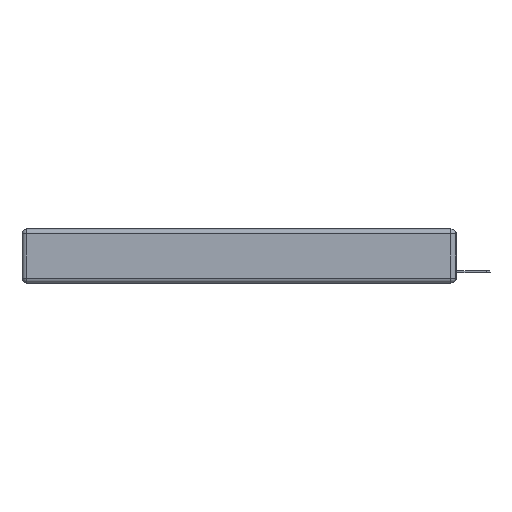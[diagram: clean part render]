
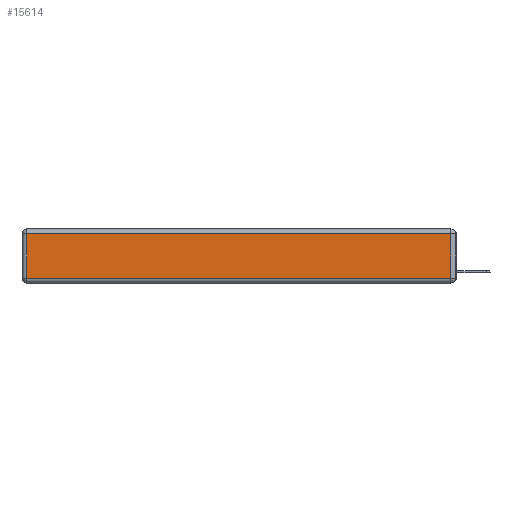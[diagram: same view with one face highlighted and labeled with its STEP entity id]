
A CAD part, left-side view. The second image highlights one B-rep face of the part: STEP entity #15614.
In plain terms, the highlighted planar face has unit normal (-1, 0, 0).
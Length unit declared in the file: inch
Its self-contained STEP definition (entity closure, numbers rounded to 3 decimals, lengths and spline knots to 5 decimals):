
#51 = VERTEX_POINT ( 'NONE', #9409 ) ;
#207 = VERTEX_POINT ( 'NONE', #11232 ) ;
#951 = EDGE_CURVE ( 'NONE', #16548, #3914, #3078, .T. ) ;
#1193 = DIRECTION ( 'NONE',  ( 0., 0., -1. ) ) ;
#1204 = VECTOR ( 'NONE', #1193, 39.37008 ) ;
#2993 = DIRECTION ( 'NONE',  ( 0., -1., 0. ) ) ;
#3078 = LINE ( 'NONE', #8501, #10794 ) ;
#3369 = CARTESIAN_POINT ( 'NONE',  ( 0., 0.03, -0.343 ) ) ;
#3914 = VERTEX_POINT ( 'NONE', #12226 ) ;
#4512 = ORIENTED_EDGE ( 'NONE', *, *, #951, .T. ) ;
#5435 = AXIS2_PLACEMENT_3D ( 'NONE', #10842, #9249, #6888 ) ;
#5670 = LINE ( 'NONE', #3369, #9116 ) ;
#5691 = PLANE ( 'NONE',  #5435 ) ;
#6888 = DIRECTION ( 'NONE',  ( 0., 0., 1. ) ) ;
#7353 = VECTOR ( 'NONE', #13656, 39.37008 ) ;
#8501 = CARTESIAN_POINT ( 'NONE',  ( 0., 0., -0.313 ) ) ;
#8821 = LINE ( 'NONE', #10333, #1204 ) ;
#9113 = EDGE_LOOP ( 'NONE', ( #4512, #12617, #14295, #11822 ) ) ;
#9116 = VECTOR ( 'NONE', #10819, 39.37008 ) ;
#9249 = DIRECTION ( 'NONE',  ( -1., 0., 0. ) ) ;
#9409 = CARTESIAN_POINT ( 'NONE',  ( 0., 0.03, -0.03 ) ) ;
#10177 = EDGE_CURVE ( 'NONE', #207, #16548, #8821, .T. ) ;
#10333 = CARTESIAN_POINT ( 'NONE',  ( 0., 2.72, -0.343 ) ) ;
#10794 = VECTOR ( 'NONE', #2993, 39.37008 ) ;
#10819 = DIRECTION ( 'NONE',  ( 0., 0., 1. ) ) ;
#10842 = CARTESIAN_POINT ( 'NONE',  ( 0., 0., -0.343 ) ) ;
#11100 = CARTESIAN_POINT ( 'NONE',  ( 0., 2.75, -0.03 ) ) ;
#11232 = CARTESIAN_POINT ( 'NONE',  ( 0., 2.72, -0.03 ) ) ;
#11822 = ORIENTED_EDGE ( 'NONE', *, *, #10177, .T. ) ;
#12172 = EDGE_CURVE ( 'NONE', #3914, #51, #5670, .T. ) ;
#12218 = CARTESIAN_POINT ( 'NONE',  ( 0., 2.72, -0.313 ) ) ;
#12226 = CARTESIAN_POINT ( 'NONE',  ( 0., 0.03, -0.313 ) ) ;
#12550 = LINE ( 'NONE', #11100, #7353 ) ;
#12617 = ORIENTED_EDGE ( 'NONE', *, *, #12172, .T. ) ;
#13656 = DIRECTION ( 'NONE',  ( 0., 1., 0. ) ) ;
#14295 = ORIENTED_EDGE ( 'NONE', *, *, #16627, .T. ) ;
#14668 = FACE_OUTER_BOUND ( 'NONE', #9113, .T. ) ;
#15614 = ADVANCED_FACE ( 'NONE', ( #14668 ), #5691, .T. ) ;
#16548 = VERTEX_POINT ( 'NONE', #12218 ) ;
#16627 = EDGE_CURVE ( 'NONE', #51, #207, #12550, .T. ) ;
